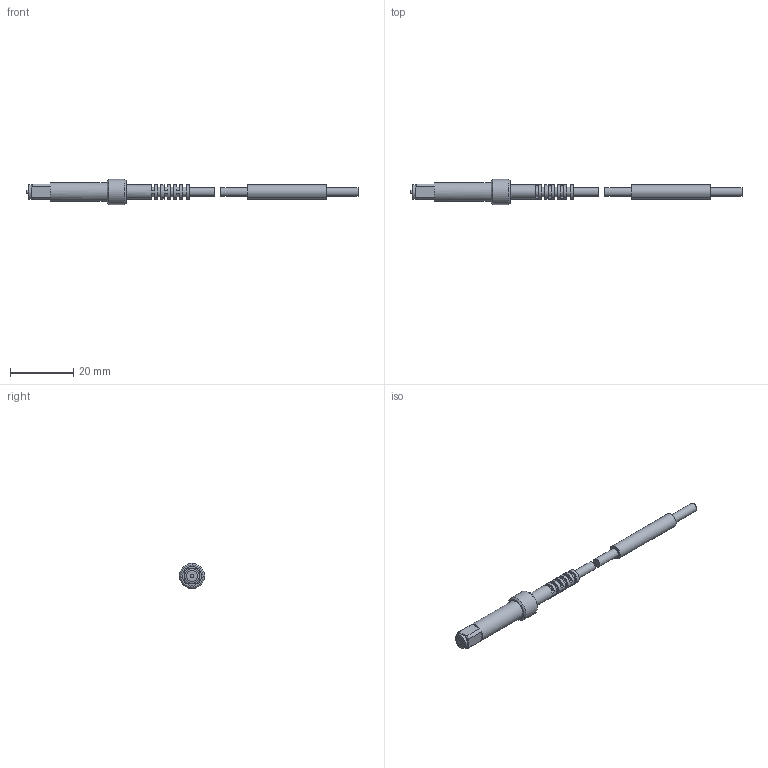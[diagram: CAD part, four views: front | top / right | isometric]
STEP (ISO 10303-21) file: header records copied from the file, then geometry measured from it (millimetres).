
FILE_DESCRIPTION (( 'STEP AP214' ), '1' );
FILE_NAME ('STS060PA-L.STEP', '2019-05-24T11:52:28', ( '' ), ( '' ), 'SwSTEP 2.0', 'SolidWorks 2018', '' );
FILE_SCHEMA (( 'AUTOMOTIVE_DESIGN' ));
Length unit declared in the file: inch
Products named in the file (1): STS060PA-L
Bounding box: 104.99 x 8 x 8 mm (x, y, z)
Volume: 1789.4 mm3; surface area: 1663.9 mm2
Topology: 2 solids, 2 shells, 82 faces, 182 edges, 121 vertices
Faces by surface type: plane 50, cylinder 22, cone 7, bspline 2, sphere 1
Full cylindrical faces by diameter (mm): 1.2 x1, 2.8 x3, 3.1 x3, 4.45 x4, 4.5 x1, 4.6 x1, 6 x1, 8 x1
Entity records: 5132 total; most frequent: CARTESIAN_POINT 3366, DIRECTION 369, ORIENTED_EDGE 304, EDGE_CURVE 152, AXIS2_PLACEMENT_3D 151, EDGE_LOOP 120, VERTEX_POINT 112, FACE_OUTER_BOUND 97
